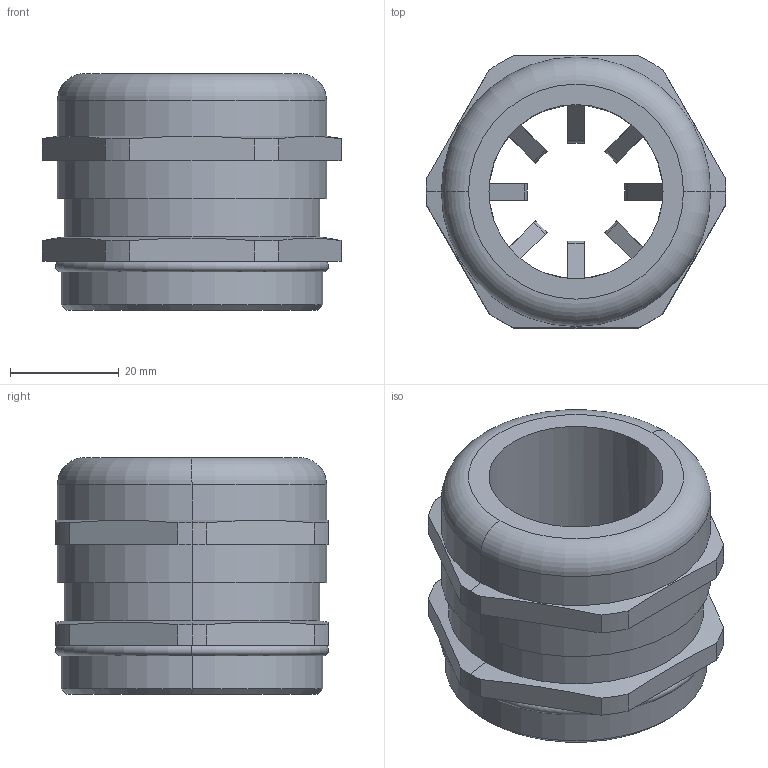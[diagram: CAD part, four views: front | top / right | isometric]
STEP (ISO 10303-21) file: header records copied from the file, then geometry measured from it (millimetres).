
FILE_DESCRIPTION (( 'STEP AP203' ), '1' );
FILE_NAME ('WNAC-M48(D22-32).STP', '2017-09-13T11:36:02', ( '微软用户' ), ( '微软中国' ), 'SwSTEP 2.0', 'SolidWorks 2012', '' );
FILE_SCHEMA (( 'CONFIG_CONTROL_DESIGN' ));
Length unit declared in the file: millimetre
Products named in the file (1): WNAC-M48(D22-32)
Bounding box: 55 x 50.19 x 43.5 mm (x, y, z)
Volume: 47688.3 mm3; surface area: 15099.1 mm2
Topology: 1 solids, 1 shells, 107 faces, 276 edges, 180 vertices
Faces by surface type: plane 57, cylinder 40, cone 6, torus 4
Entity records: 3373 total; most frequent: CARTESIAN_POINT 674, DIRECTION 552, ORIENTED_EDGE 552, EDGE_CURVE 276, AXIS2_PLACEMENT_3D 200, VERTEX_POINT 180, VECTOR 152, LINE 152
